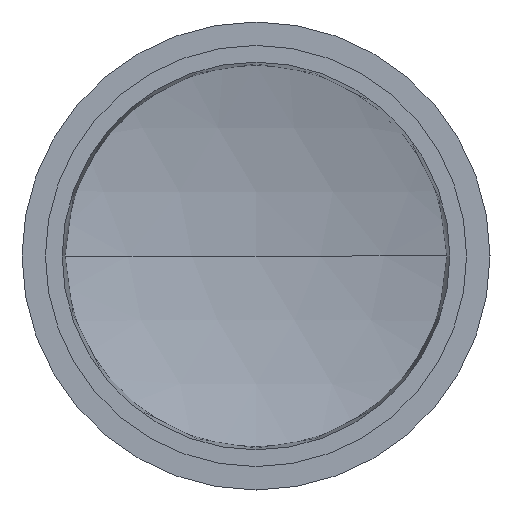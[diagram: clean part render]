
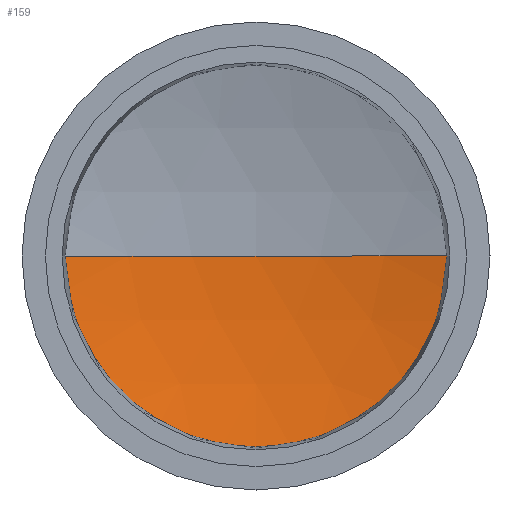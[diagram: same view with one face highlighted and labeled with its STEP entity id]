
A CAD part, front view. The second image highlights one B-rep face of the part: STEP entity #159.
In plain terms, the highlighted spherical face has radius 111.614 mm.
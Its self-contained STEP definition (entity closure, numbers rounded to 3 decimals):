
#33 = DIRECTION ( 'NONE',  ( -1., 0., 0. ) ) ;
#40 = EDGE_CURVE ( 'NONE', #229, #193, #235, .T. ) ;
#55 = DIRECTION ( 'NONE',  ( -1., 0., 0. ) ) ;
#61 = AXIS2_PLACEMENT_3D ( 'NONE', #220, #217, #55 ) ;
#82 = DIRECTION ( 'NONE',  ( 0., 0., 1. ) ) ;
#84 = FACE_OUTER_BOUND ( 'NONE', #340, .T. ) ;
#101 = CARTESIAN_POINT ( 'NONE',  ( -28.554, -1.714, 0. ) ) ;
#113 = CARTESIAN_POINT ( 'NONE',  ( 0., -109.614, 0. ) ) ;
#118 = EDGE_CURVE ( 'NONE', #155, #193, #198, .T. ) ;
#143 = DIRECTION ( 'NONE',  ( 0., 0., 1. ) ) ;
#145 = AXIS2_PLACEMENT_3D ( 'NONE', #308, #167, #33 ) ;
#155 = VERTEX_POINT ( 'NONE', #337 ) ;
#159 = ADVANCED_FACE ( 'NONE', ( #84 ), #225, .F. ) ;
#165 = CARTESIAN_POINT ( 'NONE',  ( 0., -109.614, 0. ) ) ;
#167 = DIRECTION ( 'NONE',  ( 0., 0., -1. ) ) ;
#172 = DIRECTION ( 'NONE',  ( 1., 0., 0. ) ) ;
#177 = ORIENTED_EDGE ( 'NONE', *, *, #312, .F. ) ;
#193 = VERTEX_POINT ( 'NONE', #232 ) ;
#198 = CIRCLE ( 'NONE', #338, 111.614 ) ;
#213 = ORIENTED_EDGE ( 'NONE', *, *, #118, .T. ) ;
#217 = DIRECTION ( 'NONE',  ( 0., 1., 0. ) ) ;
#220 = CARTESIAN_POINT ( 'NONE',  ( 0., -1.714, 0. ) ) ;
#225 = SPHERICAL_SURFACE ( 'NONE', #303, 111.614 ) ;
#229 = VERTEX_POINT ( 'NONE', #101 ) ;
#232 = CARTESIAN_POINT ( 'NONE',  ( 0., 2., 0. ) ) ;
#235 = CIRCLE ( 'NONE', #145, 111.614 ) ;
#280 = CIRCLE ( 'NONE', #61, 28.554 ) ;
#303 = AXIS2_PLACEMENT_3D ( 'NONE', #113, #82, #313 ) ;
#308 = CARTESIAN_POINT ( 'NONE',  ( 0., -109.614, 0. ) ) ;
#312 = EDGE_CURVE ( 'NONE', #155, #229, #280, .T. ) ;
#313 = DIRECTION ( 'NONE',  ( -1., 0., 0. ) ) ;
#334 = ORIENTED_EDGE ( 'NONE', *, *, #40, .F. ) ;
#337 = CARTESIAN_POINT ( 'NONE',  ( 28.554, -1.714, 0. ) ) ;
#338 = AXIS2_PLACEMENT_3D ( 'NONE', #165, #143, #172 ) ;
#340 = EDGE_LOOP ( 'NONE', ( #177, #213, #334 ) ) ;
